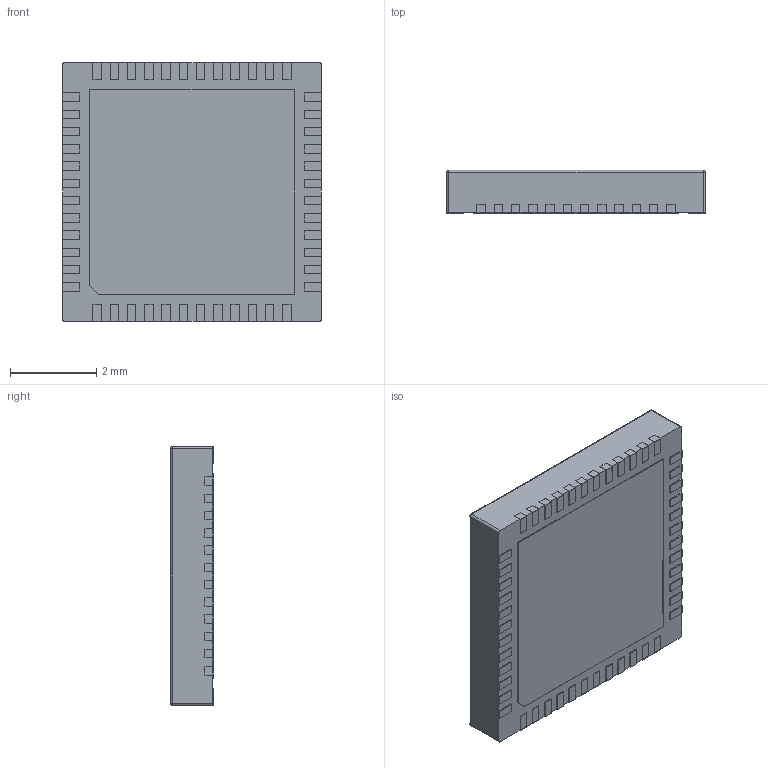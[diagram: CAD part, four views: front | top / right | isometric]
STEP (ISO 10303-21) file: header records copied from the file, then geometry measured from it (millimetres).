
FILE_DESCRIPTION(/* description */ (''),/* implementation_level */ '2;1');
FILE_NAME(/* name */ '',/* time_stamp */ '',/* author */ (''),/* organization */ (''),/* preprocessor_version */ '',/* originating_system */ '',/* authorisation */ '');
FILE_SCHEMA (('AUTOMOTIVE_DESIGN { 1 0 10303 214 3 1 1 }'));
Length unit declared in the file: millimetre
Products named in the file (4): VQFN-48-0.4; VQFN-48-0.4_Body; VQFN-48-0.4_ThermalPad; VQFN-48-0.4_Pin
Assembly tree (50 placements, depth 2):
  VQFN-48-0.4
    VQFN-48-0.4_Body
    VQFN-48-0.4_ThermalPad
    VQFN-48-0.4_Pin  x48
Bounding box: 6 x 1 x 6 mm (x, y, z)
Volume: 35.8 mm3; surface area: 153.4 mm2
Topology: 50 solids, 50 shells, 895 faces, 2274 edges, 1512 vertices
Faces by surface type: plane 774, bspline 108, cylinder 9, sphere 4
Full cylindrical faces by diameter (mm): 0.48 x1
Entity records: 17618 total; most frequent: CARTESIAN_POINT 4607, ORIENTED_EDGE 2854, DIRECTION 2193, EDGE_CURVE 1427, LINE 1193, VECTOR 1193, VERTEX_POINT 948, EDGE_LOOP 553
